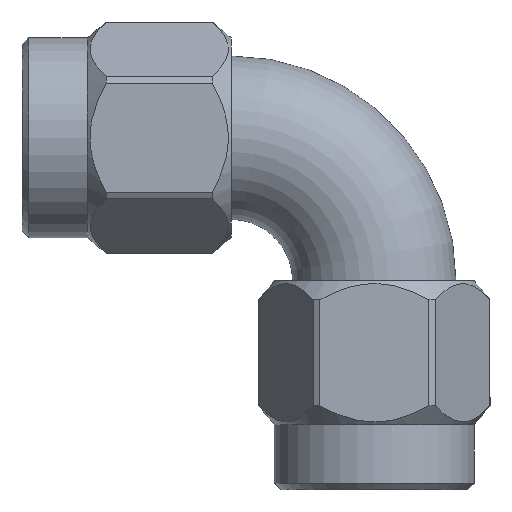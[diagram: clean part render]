
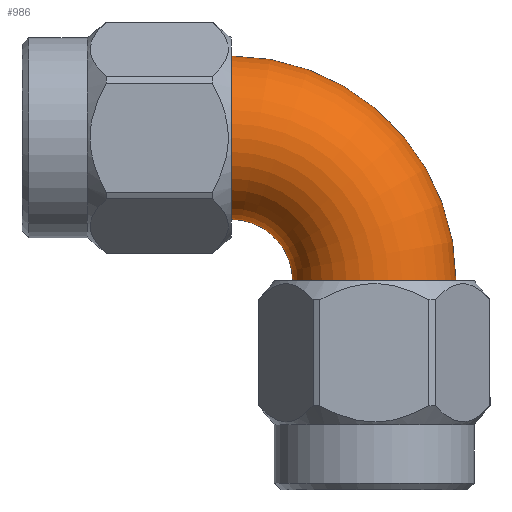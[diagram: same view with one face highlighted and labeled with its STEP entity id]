
A CAD part, front view. The second image highlights one B-rep face of the part: STEP entity #986.
In plain terms, the highlighted toroidal (fillet/blend) face has major radius 5.563 mm and minor radius 3.175 mm.
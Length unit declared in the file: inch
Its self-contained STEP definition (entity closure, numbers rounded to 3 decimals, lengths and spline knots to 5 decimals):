
#270 = CARTESIAN_POINT ( 'NONE',  ( 0.539, 0., -0.219 ) ) ;
#422 = VERTEX_POINT ( 'NONE', #709 ) ;
#568 = CARTESIAN_POINT ( 'NONE',  ( 0.32, 0., -0.219 ) ) ;
#623 = EDGE_CURVE ( 'NONE', #3924, #3375, #2991, .T. ) ;
#661 = AXIS2_PLACEMENT_3D ( 'NONE', #2667, #4381, #894 ) ;
#709 = CARTESIAN_POINT ( 'NONE',  ( 0.32, 0., -0.125 ) ) ;
#878 = ORIENTED_EDGE ( 'NONE', *, *, #2753, .T. ) ;
#894 = DIRECTION ( 'NONE',  ( 0., 0., -1. ) ) ;
#986 = ADVANCED_FACE ( 'NONE', ( #3744 ), #3270, .T. ) ;
#1136 = AXIS2_PLACEMENT_3D ( 'NONE', #568, #4124, #1465 ) ;
#1215 = EDGE_CURVE ( 'NONE', #4937, #422, #5494, .T. ) ;
#1231 = CARTESIAN_POINT ( 'NONE',  ( 0.539, 0., -0.219 ) ) ;
#1278 = ORIENTED_EDGE ( 'NONE', *, *, #3089, .T. ) ;
#1414 = AXIS2_PLACEMENT_3D ( 'NONE', #270, #2528, #1591 ) ;
#1461 = ORIENTED_EDGE ( 'NONE', *, *, #4280, .F. ) ;
#1465 = DIRECTION ( 'NONE',  ( 0., 0., -1. ) ) ;
#1591 = DIRECTION ( 'NONE',  ( 0., 1., 0. ) ) ;
#1657 = ORIENTED_EDGE ( 'NONE', *, *, #1215, .F. ) ;
#1989 = CIRCLE ( 'NONE', #1136, 0.344 ) ;
#2528 = DIRECTION ( 'NONE',  ( 0., 0., 1. ) ) ;
#2582 = CARTESIAN_POINT ( 'NONE',  ( 0.32, 0., 0. ) ) ;
#2667 = CARTESIAN_POINT ( 'NONE',  ( 0.32, 0., -0.219 ) ) ;
#2753 = EDGE_CURVE ( 'NONE', #3375, #4168, #1989, .T. ) ;
#2842 = CARTESIAN_POINT ( 'NONE',  ( 0.32, 0., -0.219 ) ) ;
#2991 = CIRCLE ( 'NONE', #1414, 0.125 ) ;
#3089 = EDGE_CURVE ( 'NONE', #4937, #3924, #4303, .T. ) ;
#3270 = TOROIDAL_SURFACE ( 'NONE', #661, 0.219, 0.125 ) ;
#3375 = VERTEX_POINT ( 'NONE', #4037 ) ;
#3440 = DIRECTION ( 'NONE',  ( 0., 0., 1. ) ) ;
#3478 = AXIS2_PLACEMENT_3D ( 'NONE', #2842, #4192, #5059 ) ;
#3744 = FACE_OUTER_BOUND ( 'NONE', #3908, .T. ) ;
#3903 = DIRECTION ( 'NONE',  ( 0., 0., 1. ) ) ;
#3908 = EDGE_LOOP ( 'NONE', ( #4822, #878, #1461, #1657, #1278 ) ) ;
#3924 = VERTEX_POINT ( 'NONE', #4337 ) ;
#3971 = CARTESIAN_POINT ( 'NONE',  ( 0.414, 0., -0.219 ) ) ;
#4037 = CARTESIAN_POINT ( 'NONE',  ( 0.664, 0., -0.219 ) ) ;
#4124 = DIRECTION ( 'NONE',  ( 0., -1., 0. ) ) ;
#4168 = VERTEX_POINT ( 'NONE', #5396 ) ;
#4192 = DIRECTION ( 'NONE',  ( 0., -1., 0. ) ) ;
#4194 = AXIS2_PLACEMENT_3D ( 'NONE', #2582, #4736, #3903 ) ;
#4248 = AXIS2_PLACEMENT_3D ( 'NONE', #1231, #3440, #4275 ) ;
#4275 = DIRECTION ( 'NONE',  ( 0., 1., 0. ) ) ;
#4280 = EDGE_CURVE ( 'NONE', #422, #4168, #5127, .T. ) ;
#4303 = CIRCLE ( 'NONE', #4248, 0.125 ) ;
#4337 = CARTESIAN_POINT ( 'NONE',  ( 0.539, -0.125, -0.219 ) ) ;
#4381 = DIRECTION ( 'NONE',  ( 0., -1., 0. ) ) ;
#4736 = DIRECTION ( 'NONE',  ( -1., 0., 0. ) ) ;
#4822 = ORIENTED_EDGE ( 'NONE', *, *, #623, .T. ) ;
#4937 = VERTEX_POINT ( 'NONE', #3971 ) ;
#5059 = DIRECTION ( 'NONE',  ( 0., 0., -1. ) ) ;
#5127 = CIRCLE ( 'NONE', #4194, 0.125 ) ;
#5396 = CARTESIAN_POINT ( 'NONE',  ( 0.32, 0., 0.125 ) ) ;
#5494 = CIRCLE ( 'NONE', #3478, 0.094 ) ;
